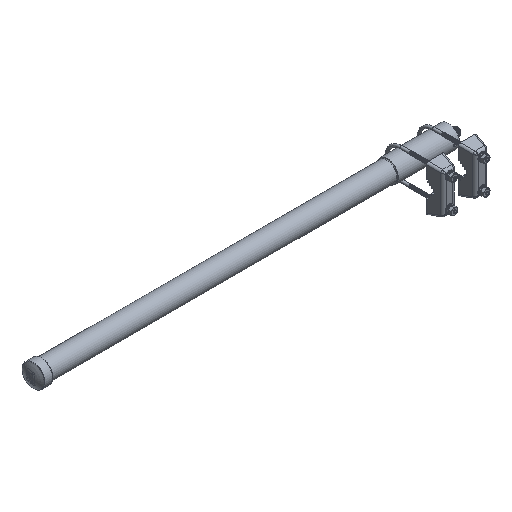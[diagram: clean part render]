
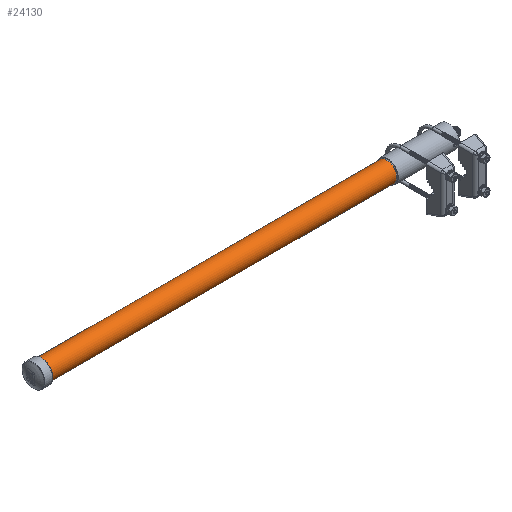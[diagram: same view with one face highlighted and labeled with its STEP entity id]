
A CAD part, isometric view. The second image highlights one B-rep face of the part: STEP entity #24130.
In plain terms, the highlighted cylindrical face has radius 19.177 mm (diameter 38.354 mm), a full revolution.
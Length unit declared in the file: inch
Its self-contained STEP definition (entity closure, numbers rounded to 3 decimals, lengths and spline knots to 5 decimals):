
#1993 = CARTESIAN_POINT ( 'NONE',  ( -31.455, 0., -0.755 ) ) ;
#2224 = FACE_OUTER_BOUND ( 'NONE', #14072, .T. ) ;
#8108 = EDGE_CURVE ( 'NONE', #19397, #19397, #26768, .T. ) ;
#8264 = DIRECTION ( 'NONE',  ( 1., 0., 0. ) ) ;
#9544 = VERTEX_POINT ( 'NONE', #1993 ) ;
#9596 = EDGE_CURVE ( 'NONE', #9544, #9544, #14050, .T. ) ;
#11761 = AXIS2_PLACEMENT_3D ( 'NONE', #18836, #31469, #13897 ) ;
#13897 = DIRECTION ( 'NONE',  ( 0., 0., -1. ) ) ;
#14050 = CIRCLE ( 'NONE', #15190, 0.755 ) ;
#14055 = CARTESIAN_POINT ( 'NONE',  ( -31.455, 0., 0. ) ) ;
#14072 = EDGE_LOOP ( 'NONE', ( #25628 ) ) ;
#15190 = AXIS2_PLACEMENT_3D ( 'NONE', #14055, #31738, #16577 ) ;
#16577 = DIRECTION ( 'NONE',  ( 0., 0., -1. ) ) ;
#18836 = CARTESIAN_POINT ( 'NONE',  ( 8.51438, 0., 0. ) ) ;
#19397 = VERTEX_POINT ( 'NONE', #24490 ) ;
#23333 = CARTESIAN_POINT ( 'NONE',  ( -4.7644, 0., 0. ) ) ;
#24109 = ORIENTED_EDGE ( 'NONE', *, *, #8108, .F. ) ;
#24130 = ADVANCED_FACE ( 'NONE', ( #2224, #29047 ), #31859, .T. ) ;
#24490 = CARTESIAN_POINT ( 'NONE',  ( -4.7644, 0., -0.755 ) ) ;
#24672 = AXIS2_PLACEMENT_3D ( 'NONE', #23333, #8264, #25867 ) ;
#25628 = ORIENTED_EDGE ( 'NONE', *, *, #9596, .T. ) ;
#25867 = DIRECTION ( 'NONE',  ( 0., 0., -1. ) ) ;
#26768 = CIRCLE ( 'NONE', #24672, 0.755 ) ;
#29047 = FACE_OUTER_BOUND ( 'NONE', #30242, .T. ) ;
#30242 = EDGE_LOOP ( 'NONE', ( #24109 ) ) ;
#31469 = DIRECTION ( 'NONE',  ( 1., 0., 0. ) ) ;
#31738 = DIRECTION ( 'NONE',  ( 1., 0., 0. ) ) ;
#31859 = CYLINDRICAL_SURFACE ( 'NONE', #11761, 0.755 ) ;
